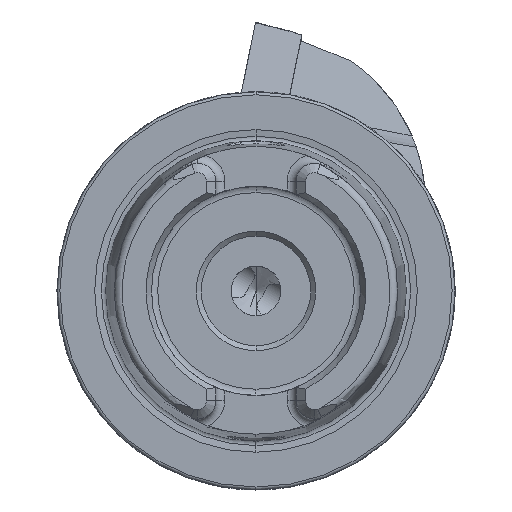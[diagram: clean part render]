
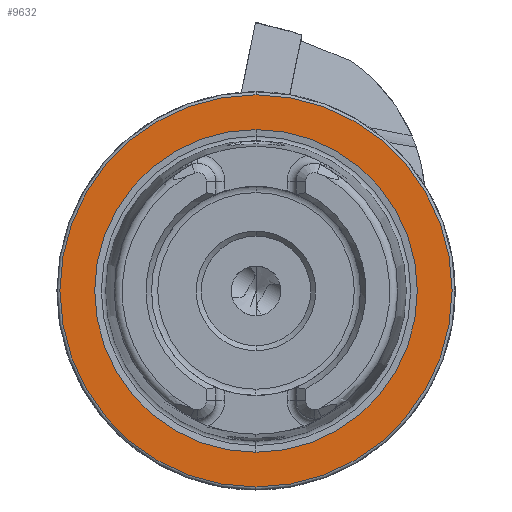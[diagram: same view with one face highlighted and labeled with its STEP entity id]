
A CAD part, left-side view. The second image highlights one B-rep face of the part: STEP entity #9632.
In plain terms, the highlighted planar face has unit normal (-1, 0, 0).
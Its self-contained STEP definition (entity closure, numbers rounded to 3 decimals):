
#2948 = ORIENTED_EDGE ( 'NONE', *, *, #10053, .T. ) ;
#2949 = ORIENTED_EDGE ( 'NONE', *, *, #6641, .T. ) ;
#2950 = ORIENTED_EDGE ( 'NONE', *, *, #6637, .F. ) ;
#2951 = ORIENTED_EDGE ( 'NONE', *, *, #10006, .F. ) ;
#3700 = DIRECTION ( 'NONE',  ( 0., 0., 1. ) ) ;
#3702 = DIRECTION ( 'NONE',  ( -1., 0., 0. ) ) ;
#3704 = CARTESIAN_POINT ( 'NONE',  ( 0., 0., 0. ) ) ;
#4252 = DIRECTION ( 'NONE',  ( 0., 0., 1. ) ) ;
#4254 = DIRECTION ( 'NONE',  ( -1., 0., 0. ) ) ;
#4255 = CARTESIAN_POINT ( 'NONE',  ( 0., 0., 0. ) ) ;
#5117 = EDGE_LOOP ( 'NONE', ( #2949, #2948 ) ) ;
#5129 = EDGE_LOOP ( 'NONE', ( #2951, #2950 ) ) ;
#5856 = DIRECTION ( 'NONE',  ( 1., 0., 0. ) ) ;
#5867 = PLANE ( 'NONE',  #10229 ) ;
#5876 = DIRECTION ( 'NONE',  ( 0., 0., -1. ) ) ;
#5899 = CARTESIAN_POINT ( 'NONE',  ( 0., 19.7, 0. ) ) ;
#6637 = EDGE_CURVE ( 'NONE', #9309, #9315, #8813, .T. ) ;
#6641 = EDGE_CURVE ( 'NONE', #9317, #9318, #8806, .T. ) ;
#7873 = DIRECTION ( 'NONE',  ( 0., 0., 1. ) ) ;
#7877 = CARTESIAN_POINT ( 'NONE',  ( 0., 0., 0. ) ) ;
#7908 = DIRECTION ( 'NONE',  ( -1., 0., 0. ) ) ;
#8662 = DIRECTION ( 'NONE',  ( 0., 0., 1. ) ) ;
#8665 = DIRECTION ( 'NONE',  ( -1., 0., 0. ) ) ;
#8667 = CARTESIAN_POINT ( 'NONE',  ( 0., 0., 0. ) ) ;
#8806 = CIRCLE ( 'NONE', #10344, 19.7 ) ;
#8813 = CIRCLE ( 'NONE', #10348, 16.207 ) ;
#9309 = VERTEX_POINT ( 'NONE', #10827 ) ;
#9315 = VERTEX_POINT ( 'NONE', #10805 ) ;
#9317 = VERTEX_POINT ( 'NONE', #10795 ) ;
#9318 = VERTEX_POINT ( 'NONE', #10797 ) ;
#9632 = ADVANCED_FACE ( 'NONE', ( #11551, #11547 ), #5867, .F. ) ;
#10006 = EDGE_CURVE ( 'NONE', #9315, #9309, #11360, .T. ) ;
#10053 = EDGE_CURVE ( 'NONE', #9318, #9317, #11356, .T. ) ;
#10124 = AXIS2_PLACEMENT_3D ( 'NONE', #4255, #4254, #4252 ) ;
#10127 = AXIS2_PLACEMENT_3D ( 'NONE', #3704, #3702, #3700 ) ;
#10229 = AXIS2_PLACEMENT_3D ( 'NONE', #5899, #5856, #5876 ) ;
#10344 = AXIS2_PLACEMENT_3D ( 'NONE', #8667, #8665, #8662 ) ;
#10348 = AXIS2_PLACEMENT_3D ( 'NONE', #7877, #7908, #7873 ) ;
#10795 = CARTESIAN_POINT ( 'NONE',  ( 0., 0., 19.7 ) ) ;
#10797 = CARTESIAN_POINT ( 'NONE',  ( 0., 0., -19.7 ) ) ;
#10805 = CARTESIAN_POINT ( 'NONE',  ( 0., 0., 16.207 ) ) ;
#10827 = CARTESIAN_POINT ( 'NONE',  ( 0., 0., -16.207 ) ) ;
#11356 = CIRCLE ( 'NONE', #10124, 19.7 ) ;
#11360 = CIRCLE ( 'NONE', #10127, 16.207 ) ;
#11547 = FACE_OUTER_BOUND ( 'NONE', #5117, .T. ) ;
#11551 = FACE_BOUND ( 'NONE', #5129, .T. ) ;
